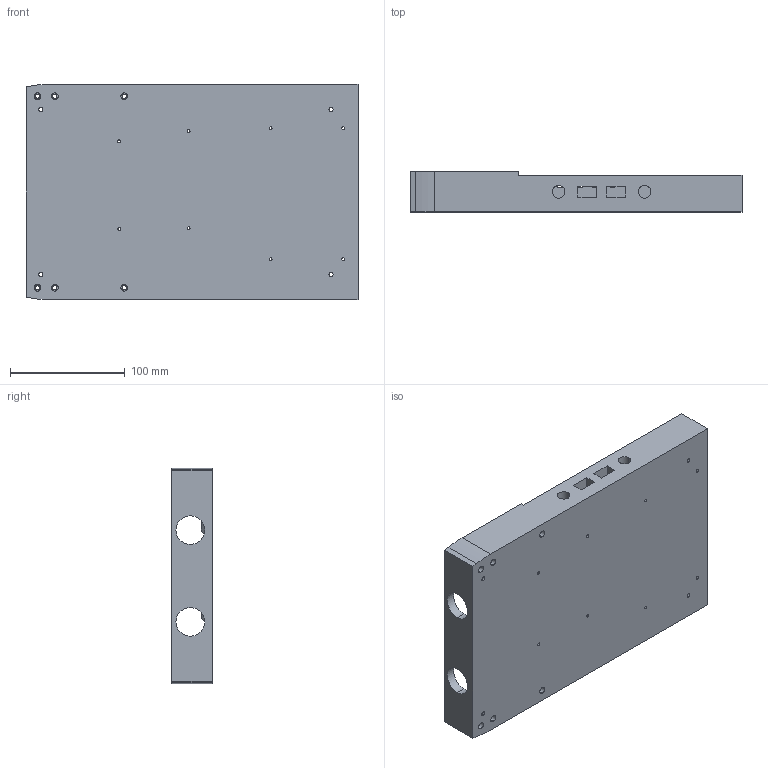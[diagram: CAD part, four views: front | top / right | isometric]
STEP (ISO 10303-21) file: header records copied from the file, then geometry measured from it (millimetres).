
FILE_DESCRIPTION (( 'STEP AP214' ), '1' );
FILE_NAME ('main_case.STEP', '2022-01-18T08:51:21', ( '' ), ( '' ), 'SwSTEP 2.0', 'SolidWorks 2017', '' );
FILE_SCHEMA (( 'AUTOMOTIVE_DESIGN' ));
Length unit declared in the file: millimetre
Products named in the file (1): main_case
Bounding box: 289.5 x 35 x 188 mm (x, y, z)
Volume: 352771.3 mm3; surface area: 167808 mm2
Topology: 1 solids, 1 shells, 233 faces, 608 edges, 404 vertices
Faces by surface type: plane 125, cylinder 108
Entity records: 7386 total; most frequent: DIRECTION 1294, CARTESIAN_POINT 1246, ORIENTED_EDGE 1216, EDGE_CURVE 608, AXIS2_PLACEMENT_3D 452, VERTEX_POINT 404, LINE 390, VECTOR 390
